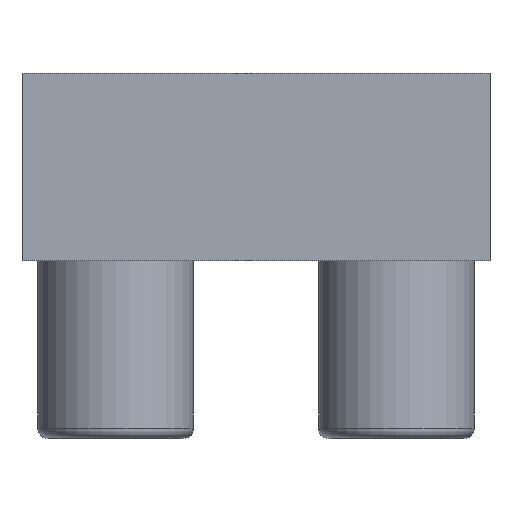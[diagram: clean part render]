
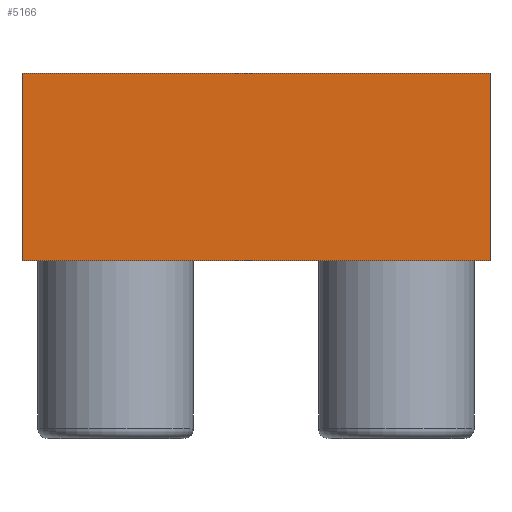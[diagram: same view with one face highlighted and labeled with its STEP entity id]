
A CAD part, top view. The second image highlights one B-rep face of the part: STEP entity #5166.
In plain terms, the highlighted planar face has unit normal (0, 0, 1).
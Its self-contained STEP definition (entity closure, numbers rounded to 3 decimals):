
#483 = PLANE('',#484);
#484 = AXIS2_PLACEMENT_3D('',#485,#486,#487);
#485 = CARTESIAN_POINT('',(-13.001,-5.,-0.266));
#486 = DIRECTION('',(0.,-1.,0.));
#487 = DIRECTION('',(1.,0.,0.));
#3968 = PLANE('',#3969);
#3969 = AXIS2_PLACEMENT_3D('',#3970,#3971,#3972);
#3970 = CARTESIAN_POINT('',(-13.001,5.,1.263));
#3971 = DIRECTION('',(0.,-1.,0.));
#3972 = DIRECTION('',(1.,0.,0.));
#3988 = VERTEX_POINT('',#3989);
#3989 = CARTESIAN_POINT('',(-12.501,5.,13.465));
#4003 = PLANE('',#4004);
#4004 = AXIS2_PLACEMENT_3D('',#4005,#4006,#4007);
#4005 = CARTESIAN_POINT('',(-12.501,5.2,13.734));
#4006 = DIRECTION('',(-1.,0.,0.));
#4007 = DIRECTION('',(0.,0.,-1.));
#4015 = EDGE_CURVE('',#4016,#3988,#4018,.T.);
#4016 = VERTEX_POINT('',#4017);
#4017 = CARTESIAN_POINT('',(12.501,5.,13.465));
#4018 = SURFACE_CURVE('',#4019,(#4023,#4030),.PCURVE_S1.);
#4019 = LINE('',#4020,#4021);
#4020 = CARTESIAN_POINT('',(0.,5.,13.465));
#4021 = VECTOR('',#4022,1.);
#4022 = DIRECTION('',(-1.,0.,0.));
#4023 = PCURVE('',#3968,#4024);
#4024 = DEFINITIONAL_REPRESENTATION('',(#4025),#4029);
#4025 = LINE('',#4026,#4027);
#4026 = CARTESIAN_POINT('',(13.001,12.203));
#4027 = VECTOR('',#4028,1.);
#4028 = DIRECTION('',(-1.,0.));
#4029 = ( GEOMETRIC_REPRESENTATION_CONTEXT(2) 
PARAMETRIC_REPRESENTATION_CONTEXT() REPRESENTATION_CONTEXT('2D SPACE',''
  ) );
#4030 = PCURVE('',#4031,#4036);
#4031 = PLANE('',#4032);
#4032 = AXIS2_PLACEMENT_3D('',#4033,#4034,#4035);
#4033 = CARTESIAN_POINT('',(13.001,5.2,13.465));
#4034 = DIRECTION('',(0.,0.,1.));
#4035 = DIRECTION('',(-1.,0.,0.));
#4036 = DEFINITIONAL_REPRESENTATION('',(#4037),#4041);
#4037 = LINE('',#4038,#4039);
#4038 = CARTESIAN_POINT('',(13.001,0.2));
#4039 = VECTOR('',#4040,1.);
#4040 = DIRECTION('',(1.,0.));
#4041 = ( GEOMETRIC_REPRESENTATION_CONTEXT(2) 
PARAMETRIC_REPRESENTATION_CONTEXT() REPRESENTATION_CONTEXT('2D SPACE',''
  ) );
#4057 = PLANE('',#4058);
#4058 = AXIS2_PLACEMENT_3D('',#4059,#4060,#4061);
#4059 = CARTESIAN_POINT('',(12.501,5.2,-0.266));
#4060 = DIRECTION('',(1.,0.,0.));
#4061 = DIRECTION('',(0.,0.,1.));
#4096 = EDGE_CURVE('',#4016,#4097,#4099,.T.);
#4097 = VERTEX_POINT('',#4098);
#4098 = CARTESIAN_POINT('',(12.501,-5.,13.465));
#4099 = SURFACE_CURVE('',#4100,(#4104,#4111),.PCURVE_S1.);
#4100 = LINE('',#4101,#4102);
#4101 = CARTESIAN_POINT('',(12.501,0.,13.465
    ));
#4102 = VECTOR('',#4103,1.);
#4103 = DIRECTION('',(0.,-1.,0.));
#4104 = PCURVE('',#4057,#4105);
#4105 = DEFINITIONAL_REPRESENTATION('',(#4106),#4110);
#4106 = LINE('',#4107,#4108);
#4107 = CARTESIAN_POINT('',(13.731,5.2));
#4108 = VECTOR('',#4109,1.);
#4109 = DIRECTION('',(0.,1.));
#4110 = ( GEOMETRIC_REPRESENTATION_CONTEXT(2) 
PARAMETRIC_REPRESENTATION_CONTEXT() REPRESENTATION_CONTEXT('2D SPACE',''
  ) );
#4111 = PCURVE('',#4031,#4112);
#4112 = DEFINITIONAL_REPRESENTATION('',(#4113),#4117);
#4113 = LINE('',#4114,#4115);
#4114 = CARTESIAN_POINT('',(0.5,5.2));
#4115 = VECTOR('',#4116,1.);
#4116 = DIRECTION('',(0.,1.));
#4117 = ( GEOMETRIC_REPRESENTATION_CONTEXT(2) 
PARAMETRIC_REPRESENTATION_CONTEXT() REPRESENTATION_CONTEXT('2D SPACE',''
  ) );
#5124 = VERTEX_POINT('',#5125);
#5125 = CARTESIAN_POINT('',(-12.501,-5.,13.465));
#5146 = EDGE_CURVE('',#5124,#3988,#5147,.T.);
#5147 = SURFACE_CURVE('',#5148,(#5152,#5159),.PCURVE_S1.);
#5148 = LINE('',#5149,#5150);
#5149 = CARTESIAN_POINT('',(-12.501,0.,
    13.465));
#5150 = VECTOR('',#5151,1.);
#5151 = DIRECTION('',(0.,1.,0.));
#5152 = PCURVE('',#4003,#5153);
#5153 = DEFINITIONAL_REPRESENTATION('',(#5154),#5158);
#5154 = LINE('',#5155,#5156);
#5155 = CARTESIAN_POINT('',(0.269,5.2));
#5156 = VECTOR('',#5157,1.);
#5157 = DIRECTION('',(0.,-1.));
#5158 = ( GEOMETRIC_REPRESENTATION_CONTEXT(2) 
PARAMETRIC_REPRESENTATION_CONTEXT() REPRESENTATION_CONTEXT('2D SPACE',''
  ) );
#5159 = PCURVE('',#4031,#5160);
#5160 = DEFINITIONAL_REPRESENTATION('',(#5161),#5165);
#5161 = LINE('',#5162,#5163);
#5162 = CARTESIAN_POINT('',(25.501,5.2));
#5163 = VECTOR('',#5164,1.);
#5164 = DIRECTION('',(0.,-1.));
#5165 = ( GEOMETRIC_REPRESENTATION_CONTEXT(2) 
PARAMETRIC_REPRESENTATION_CONTEXT() REPRESENTATION_CONTEXT('2D SPACE',''
  ) );
#5166 = ADVANCED_FACE('',(#5167),#4031,.T.);
#5167 = FACE_BOUND('',#5168,.T.);
#5168 = EDGE_LOOP('',(#5169,#5170,#5171,#5192));
#5169 = ORIENTED_EDGE('',*,*,#4015,.T.);
#5170 = ORIENTED_EDGE('',*,*,#5146,.F.);
#5171 = ORIENTED_EDGE('',*,*,#5172,.T.);
#5172 = EDGE_CURVE('',#5124,#4097,#5173,.T.);
#5173 = SURFACE_CURVE('',#5174,(#5178,#5185),.PCURVE_S1.);
#5174 = LINE('',#5175,#5176);
#5175 = CARTESIAN_POINT('',(0.,-5.,13.465
    ));
#5176 = VECTOR('',#5177,1.);
#5177 = DIRECTION('',(1.,0.,0.));
#5178 = PCURVE('',#4031,#5179);
#5179 = DEFINITIONAL_REPRESENTATION('',(#5180),#5184);
#5180 = LINE('',#5181,#5182);
#5181 = CARTESIAN_POINT('',(13.001,10.2));
#5182 = VECTOR('',#5183,1.);
#5183 = DIRECTION('',(-1.,0.));
#5184 = ( GEOMETRIC_REPRESENTATION_CONTEXT(2) 
PARAMETRIC_REPRESENTATION_CONTEXT() REPRESENTATION_CONTEXT('2D SPACE',''
  ) );
#5185 = PCURVE('',#483,#5186);
#5186 = DEFINITIONAL_REPRESENTATION('',(#5187),#5191);
#5187 = LINE('',#5188,#5189);
#5188 = CARTESIAN_POINT('',(13.001,13.731));
#5189 = VECTOR('',#5190,1.);
#5190 = DIRECTION('',(1.,0.));
#5191 = ( GEOMETRIC_REPRESENTATION_CONTEXT(2) 
PARAMETRIC_REPRESENTATION_CONTEXT() REPRESENTATION_CONTEXT('2D SPACE',''
  ) );
#5192 = ORIENTED_EDGE('',*,*,#4096,.F.);
